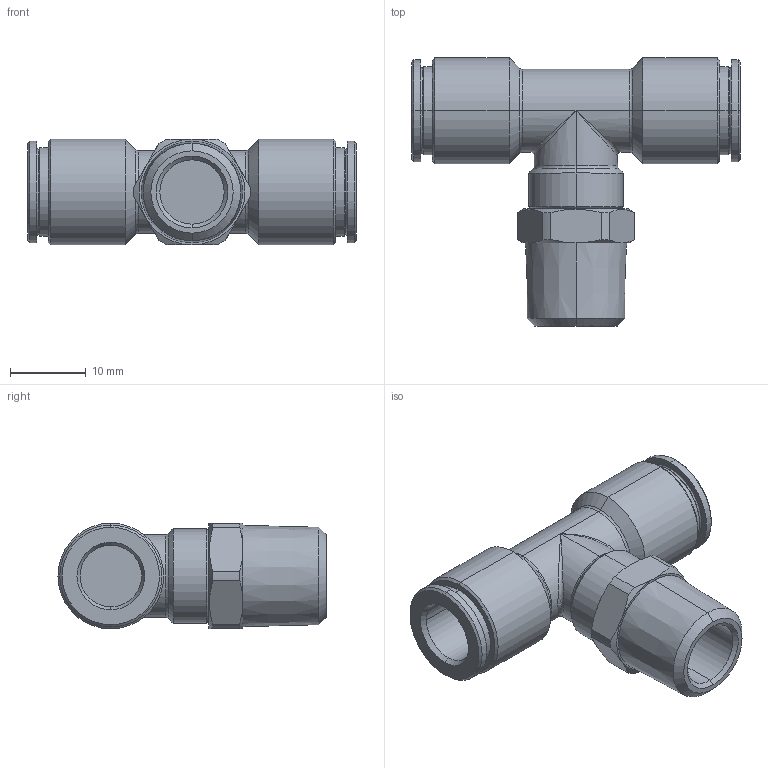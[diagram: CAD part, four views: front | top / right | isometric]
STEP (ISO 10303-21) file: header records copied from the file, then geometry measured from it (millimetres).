
FILE_DESCRIPTION (( 'STEP AP203' ), '1' );
FILE_NAME ('X0100042.STEP', '2010-10-20T07:52:19', ( '' ), ( 'sopra-pneumatic' ), 'SwSTEP 2.0', 'SolidWorks 2009', '' );
FILE_SCHEMA (( 'CONFIG_CONTROL_DESIGN' ));
Length unit declared in the file: millimetre
Products named in the file (1): X0100042
Bounding box: 43.51 x 35.5 x 14 mm (x, y, z)
Volume: 6267.3 mm3; surface area: 4481.6 mm2
Topology: 1 solids, 5 shells, 114 faces, 234 edges, 135 vertices
Faces by surface type: cylinder 41, cone 37, plane 20, torus 14, bspline 2
Entity records: 3730 total; most frequent: CARTESIAN_POINT 1257, DIRECTION 549, ORIENTED_EDGE 460, AXIS2_PLACEMENT_3D 239, EDGE_CURVE 230, VERTEX_POINT 135, CIRCLE 126, EDGE_LOOP 123
